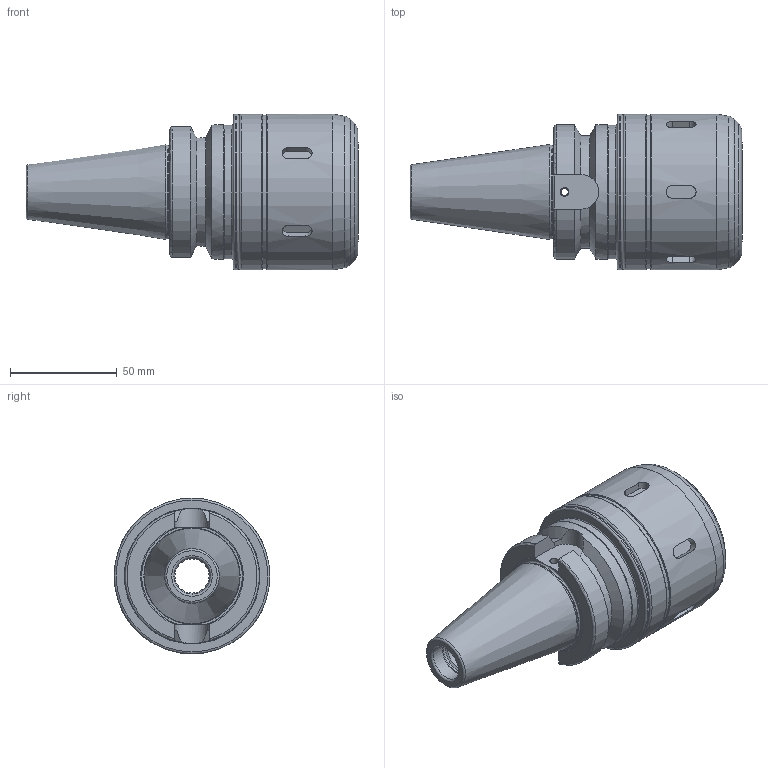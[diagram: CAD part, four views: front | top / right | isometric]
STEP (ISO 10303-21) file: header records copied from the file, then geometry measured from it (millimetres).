
FILE_DESCRIPTION((''),'2;1');
FILE_NAME('314040332090-3D.stp','2020-03-31T16:44:00',('nttooll'),(''),'Autodesk Inventor 2012','Autodesk Inventor 2012','');
FILE_SCHEMA(('AUTOMOTIVE_DESIGN { 1 0 10303 214 1 1 1 1 }'));
Length unit declared in the file: millimetre
Products named in the file (1): 314040332090-3D
Bounding box: 155.4 x 73 x 73 mm (x, y, z)
Volume: 296273.2 mm3; surface area: 50533 mm2
Topology: 1 solids, 1 shells, 111 faces, 249 edges, 157 vertices
Faces by surface type: cylinder 39, plane 39, cone 17, torus 16
Full cylindrical faces by diameter (mm): 3.4 x2, 4 x2, 16 x1, 17 x1, 17.2 x1, 17.4 x1, 18 x1, 26 x1, 32 x1, 32.2 x1, 32.5 x1, 43.5 x1, 57 x1, 62.5 x1, 63 x1, 72 x1, 73 x3
Entity records: 3134 total; most frequent: CARTESIAN_POINT 850, DIRECTION 470, ORIENTED_EDGE 396, AXIS2_PLACEMENT_3D 200, EDGE_CURVE 198, EDGE_LOOP 180, VERTEX_POINT 152, FACE_OUTER_BOUND 111
